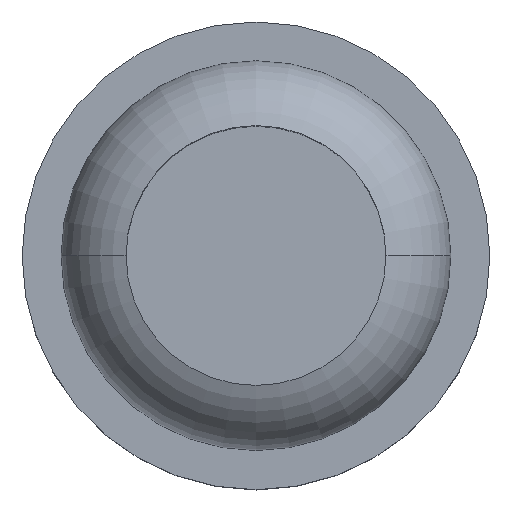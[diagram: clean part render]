
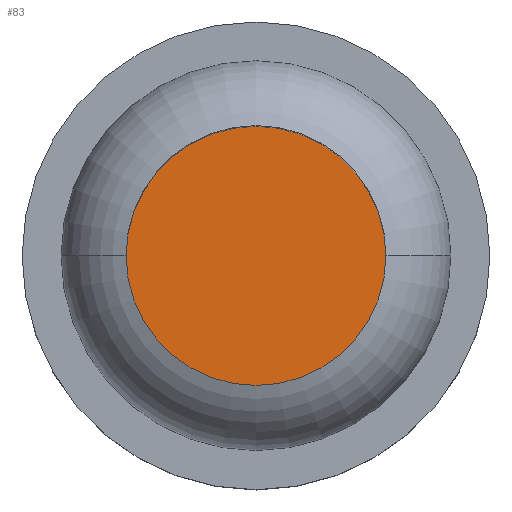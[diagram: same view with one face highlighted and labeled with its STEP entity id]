
A CAD part, top view. The second image highlights one B-rep face of the part: STEP entity #83.
In plain terms, the highlighted planar face has unit normal (0, 0, 1).
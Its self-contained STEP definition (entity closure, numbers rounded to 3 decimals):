
#25 = CARTESIAN_POINT ( 'NONE',  ( 5., 0., -4. ) ) ;
#27 = AXIS2_PLACEMENT_3D ( 'NONE', #445, #480, #490 ) ;
#28 = CARTESIAN_POINT ( 'NONE',  ( 0., 0., -4. ) ) ;
#34 = EDGE_CURVE ( 'NONE', #502, #127, #63, .T. ) ;
#63 = CIRCLE ( 'NONE', #27, 5. ) ;
#83 = ADVANCED_FACE ( 'NONE', ( #236 ), #104, .T. ) ;
#104 = PLANE ( 'NONE',  #474 ) ;
#106 = AXIS2_PLACEMENT_3D ( 'NONE', #28, #356, #347 ) ;
#107 = EDGE_CURVE ( 'NONE', #127, #502, #151, .T. ) ;
#115 = DIRECTION ( 'NONE',  ( 0., 0., 1. ) ) ;
#127 = VERTEX_POINT ( 'NONE', #25 ) ;
#151 = CIRCLE ( 'NONE', #106, 5. ) ;
#160 = CARTESIAN_POINT ( 'NONE',  ( -5., 0., -4. ) ) ;
#236 = FACE_OUTER_BOUND ( 'NONE', #390, .T. ) ;
#237 = CARTESIAN_POINT ( 'NONE',  ( 0., 0., -4. ) ) ;
#254 = ORIENTED_EDGE ( 'NONE', *, *, #107, .T. ) ;
#347 = DIRECTION ( 'NONE',  ( 1., 0., 0. ) ) ;
#356 = DIRECTION ( 'NONE',  ( 0., 0., 1. ) ) ;
#390 = EDGE_LOOP ( 'NONE', ( #254, #476 ) ) ;
#400 = DIRECTION ( 'NONE',  ( 1., 0., 0. ) ) ;
#445 = CARTESIAN_POINT ( 'NONE',  ( 0., 0., -4. ) ) ;
#474 = AXIS2_PLACEMENT_3D ( 'NONE', #237, #115, #400 ) ;
#476 = ORIENTED_EDGE ( 'NONE', *, *, #34, .T. ) ;
#480 = DIRECTION ( 'NONE',  ( 0., 0., 1. ) ) ;
#490 = DIRECTION ( 'NONE',  ( 1., 0., 0. ) ) ;
#502 = VERTEX_POINT ( 'NONE', #160 ) ;
